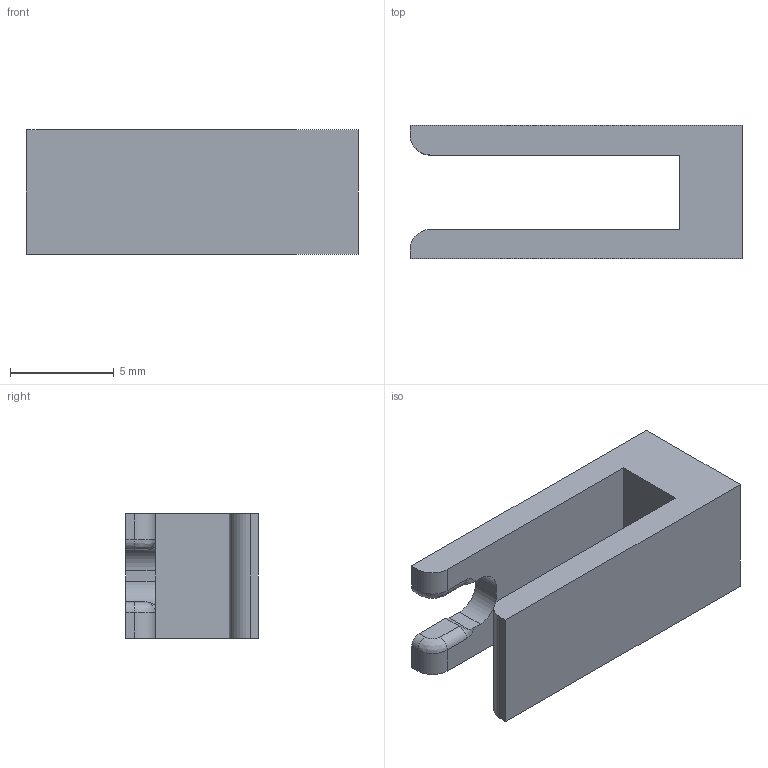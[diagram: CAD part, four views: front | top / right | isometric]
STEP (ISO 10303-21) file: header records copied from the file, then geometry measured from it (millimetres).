
FILE_DESCRIPTION(/* description */ (''),/* implementation_level */ '2;1');
FILE_NAME(/* name */ 'JetsonNano_Mount_to_M100_Fast_Mount_Long.step',/* time_stamp */ '2021-05-31T09:56:54+03:00',/* author */ (''),/* organization */ (''),/* preprocessor_version */ 'ST-DEVELOPER v18.1',/* originating_system */ 'Autodesk Translation Framework v10.6.0.1341',/* authorisation */ '');
FILE_SCHEMA (('AUTOMOTIVE_DESIGN { 1 0 10303 214 3 1 1 }'));
Length unit declared in the file: millimetre
Products named in the file (1): FusionComponent
Bounding box: 16 x 6.4 x 6 mm (x, y, z)
Volume: 317.9 mm3; surface area: 519.6 mm2
Topology: 1 solids, 1 shells, 31 faces, 83 edges, 52 vertices
Faces by surface type: plane 18, cylinder 9, bspline 4
Entity records: 1013 total; most frequent: CARTESIAN_POINT 207, ORIENTED_EDGE 162, DIRECTION 159, EDGE_CURVE 81, LINE 55, VECTOR 55, VERTEX_POINT 52, AXIS2_PLACEMENT_3D 52
